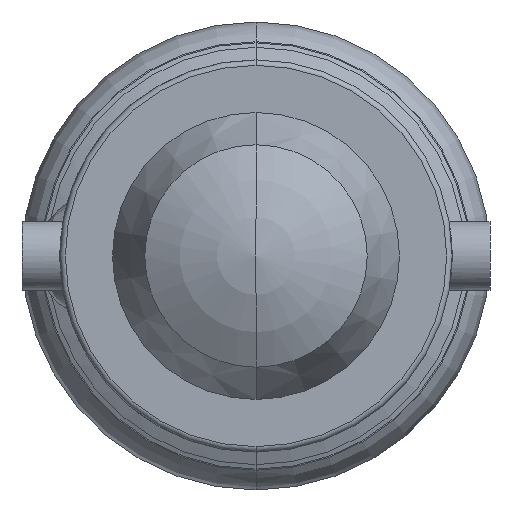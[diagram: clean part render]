
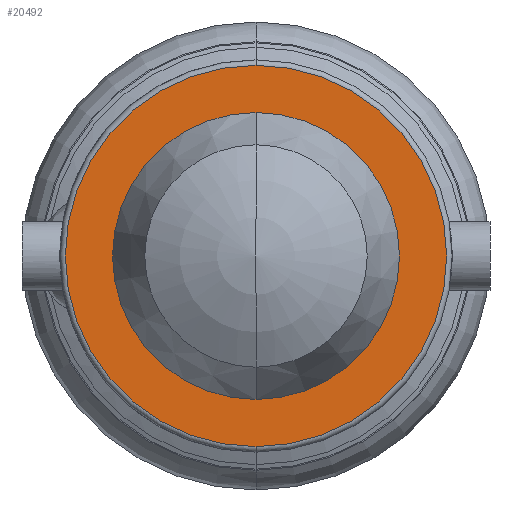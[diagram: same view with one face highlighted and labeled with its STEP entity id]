
A CAD part, front view. The second image highlights one B-rep face of the part: STEP entity #20492.
In plain terms, the highlighted planar face has unit normal (0, -1, 0).
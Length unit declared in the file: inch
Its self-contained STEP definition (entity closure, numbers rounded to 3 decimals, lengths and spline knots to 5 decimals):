
#230 = CARTESIAN_POINT ( 'NONE',  ( 0., 0., 0. ) ) ;
#1063 = CIRCLE ( 'NONE', #51720, 0.17434 ) ;
#1790 = EDGE_LOOP ( 'NONE', ( #3697, #37404 ) ) ;
#2773 = EDGE_LOOP ( 'NONE', ( #49988, #3988 ) ) ;
#3697 = ORIENTED_EDGE ( 'NONE', *, *, #37606, .T. ) ;
#3988 = ORIENTED_EDGE ( 'NONE', *, *, #12150, .T. ) ;
#7812 = CARTESIAN_POINT ( 'NONE',  ( 0., 0., 0. ) ) ;
#10310 = VERTEX_POINT ( 'NONE', #29620 ) ;
#11699 = VERTEX_POINT ( 'NONE', #25843 ) ;
#11892 = CARTESIAN_POINT ( 'NONE',  ( 0., 0., 0. ) ) ;
#12150 = EDGE_CURVE ( 'NONE', #11699, #10310, #55004, .T. ) ;
#12449 = FACE_OUTER_BOUND ( 'NONE', #2773, .T. ) ;
#14283 = EDGE_CURVE ( 'NONE', #10310, #11699, #1063, .T. ) ;
#14473 = DIRECTION ( 'NONE',  ( 0., 1., 0. ) ) ;
#16308 = DIRECTION ( 'NONE',  ( 0., 0., 1. ) ) ;
#16703 = DIRECTION ( 'NONE',  ( 0., 0., 1. ) ) ;
#17140 = EDGE_CURVE ( 'NONE', #43190, #37697, #19983, .T. ) ;
#18892 = DIRECTION ( 'NONE',  ( 0., 0., 1. ) ) ;
#19983 = CIRCLE ( 'NONE', #20451, 0.13121 ) ;
#20451 = AXIS2_PLACEMENT_3D ( 'NONE', #11892, #50009, #16703 ) ;
#20492 = ADVANCED_FACE ( 'NONE', ( #12449, #52967 ), #30760, .F. ) ;
#22040 = DIRECTION ( 'NONE',  ( 0., 0., 1. ) ) ;
#22356 = DIRECTION ( 'NONE',  ( 0., 1., 0. ) ) ;
#25843 = CARTESIAN_POINT ( 'NONE',  ( 0., 0., -0.17434 ) ) ;
#29620 = CARTESIAN_POINT ( 'NONE',  ( 0., 0., 0.17434 ) ) ;
#30760 = PLANE ( 'NONE',  #45304 ) ;
#30932 = DIRECTION ( 'NONE',  ( 0., -1., 0. ) ) ;
#34812 = CARTESIAN_POINT ( 'NONE',  ( 0., 0., -0.13121 ) ) ;
#35580 = CARTESIAN_POINT ( 'NONE',  ( 0., 0., 0. ) ) ;
#37404 = ORIENTED_EDGE ( 'NONE', *, *, #17140, .T. ) ;
#37606 = EDGE_CURVE ( 'NONE', #37697, #43190, #60408, .T. ) ;
#37697 = VERTEX_POINT ( 'NONE', #42757 ) ;
#42757 = CARTESIAN_POINT ( 'NONE',  ( 0., 0., 0.13121 ) ) ;
#43190 = VERTEX_POINT ( 'NONE', #34812 ) ;
#45304 = AXIS2_PLACEMENT_3D ( 'NONE', #35580, #22356, #56289 ) ;
#48369 = AXIS2_PLACEMENT_3D ( 'NONE', #230, #14473, #18892 ) ;
#49605 = CARTESIAN_POINT ( 'NONE',  ( 0., 0., 0. ) ) ;
#49988 = ORIENTED_EDGE ( 'NONE', *, *, #14283, .T. ) ;
#50009 = DIRECTION ( 'NONE',  ( 0., 1., 0. ) ) ;
#51720 = AXIS2_PLACEMENT_3D ( 'NONE', #49605, #30932, #16308 ) ;
#52915 = AXIS2_PLACEMENT_3D ( 'NONE', #7812, #55551, #22040 ) ;
#52967 = FACE_BOUND ( 'NONE', #1790, .T. ) ;
#55004 = CIRCLE ( 'NONE', #52915, 0.17434 ) ;
#55551 = DIRECTION ( 'NONE',  ( 0., -1., 0. ) ) ;
#56289 = DIRECTION ( 'NONE',  ( 0., 0., 1. ) ) ;
#60408 = CIRCLE ( 'NONE', #48369, 0.13121 ) ;
